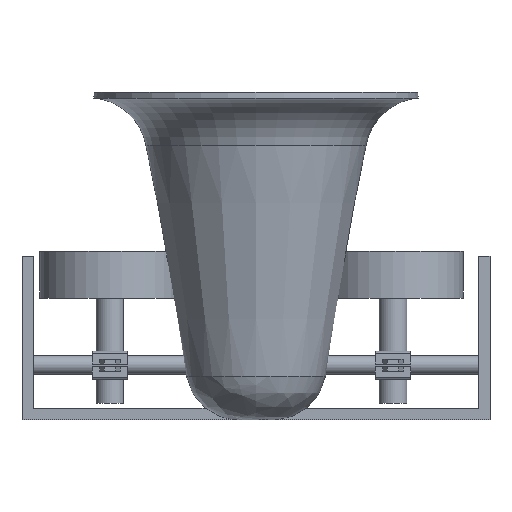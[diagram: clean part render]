
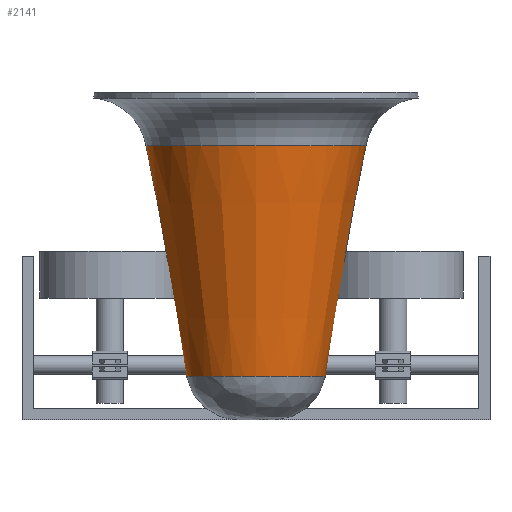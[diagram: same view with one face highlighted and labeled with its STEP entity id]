
A CAD part, left-side view. The second image highlights one B-rep face of the part: STEP entity #2141.
In plain terms, the highlighted conical face has half-angle 10 degrees and reference radius 97.385 mm.
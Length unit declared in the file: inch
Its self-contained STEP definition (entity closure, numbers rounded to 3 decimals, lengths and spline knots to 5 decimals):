
#76=LINE('',#3216,#308);
#308=VECTOR('',#2513,3.83406);
#542=CIRCLE('',#2311,4.7023);
#543=CIRCLE('',#2312,2.96582);
#544=CIRCLE('',#2313,2.96582);
#592=CONICAL_SURFACE('',#2310,3.83406,0.175);
#617=FACE_OUTER_BOUND('',#739,.T.);
#739=EDGE_LOOP('',(#1438,#1439,#1440,#1441,#1442,#1443));
#878=ELLIPSE('',#2304,9.35167,2.34749);
#908=VERTEX_POINT('',#3104);
#909=VERTEX_POINT('',#3129);
#914=VERTEX_POINT('',#3213);
#915=VERTEX_POINT('',#3215);
#1116=EDGE_CURVE('',#908,#909,#878,.T.);
#1123=EDGE_CURVE('',#914,#914,#542,.T.);
#1124=EDGE_CURVE('',#914,#915,#76,.T.);
#1125=EDGE_CURVE('',#915,#908,#543,.T.);
#1126=EDGE_CURVE('',#909,#915,#544,.T.);
#1438=ORIENTED_EDGE('',*,*,#1123,.F.);
#1439=ORIENTED_EDGE('',*,*,#1124,.T.);
#1440=ORIENTED_EDGE('',*,*,#1125,.T.);
#1441=ORIENTED_EDGE('',*,*,#1116,.T.);
#1442=ORIENTED_EDGE('',*,*,#1126,.T.);
#1443=ORIENTED_EDGE('',*,*,#1124,.F.);
#2141=ADVANCED_FACE('',(#617),#592,.T.);
#2304=AXIS2_PLACEMENT_3D('',#3154,#2496,#2497);
#2310=AXIS2_PLACEMENT_3D('',#3212,#2509,#2510);
#2311=AXIS2_PLACEMENT_3D('',#3214,#2511,#2512);
#2312=AXIS2_PLACEMENT_3D('',#3217,#2514,#2515);
#2313=AXIS2_PLACEMENT_3D('',#3218,#2516,#2517);
#2496=DIRECTION('center_axis',(-0.953,0.,0.302));
#2497=DIRECTION('ref_axis',(0.302,0.,0.953));
#2509=DIRECTION('center_axis',(0.,0.,1.));
#2510=DIRECTION('ref_axis',(1.,0.,0.));
#2511=DIRECTION('center_axis',(0.,0.,1.));
#2512=DIRECTION('ref_axis',(1.,0.,0.));
#2513=DIRECTION('',(0.174,0.,-0.985));
#2514=DIRECTION('center_axis',(0.,0.,1.));
#2515=DIRECTION('ref_axis',(1.,0.,0.));
#2516=DIRECTION('center_axis',(0.,0.,1.));
#2517=DIRECTION('ref_axis',(1.,0.,0.));
#3104=CARTESIAN_POINT('',(1.82469,-2.33807,1.85929));
#3129=CARTESIAN_POINT('',(1.82469,2.33807,1.85929));
#3154=CARTESIAN_POINT('Origin',(1.57191,0.,1.06164));
#3212=CARTESIAN_POINT('Origin',(0.,0.,6.78333));
#3213=CARTESIAN_POINT('',(-4.7023,0.,11.70737));
#3214=CARTESIAN_POINT('Origin',(0.,0.,11.70737));
#3215=CARTESIAN_POINT('',(-2.96582,0.,1.85929));
#3216=CARTESIAN_POINT('',(-3.83406,0.,6.78333));
#3217=CARTESIAN_POINT('Origin',(0.,0.,1.85929));
#3218=CARTESIAN_POINT('Origin',(0.,0.,1.85929));
